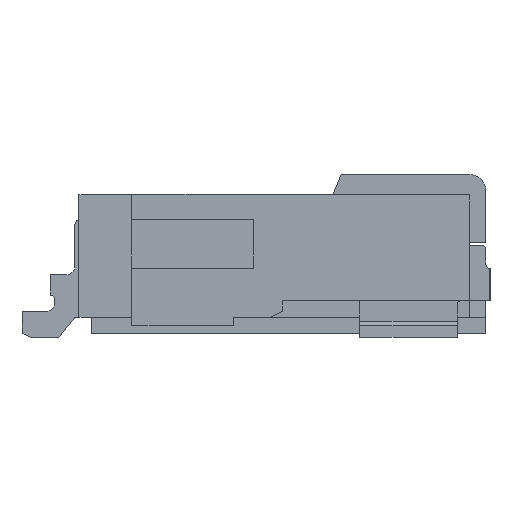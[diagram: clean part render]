
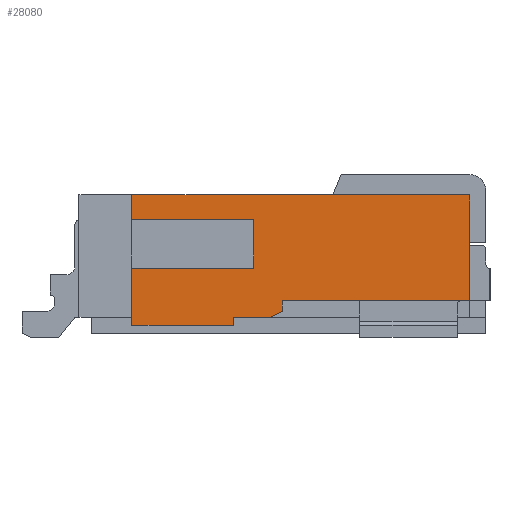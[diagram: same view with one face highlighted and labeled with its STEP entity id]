
A CAD part, left-side view. The second image highlights one B-rep face of the part: STEP entity #28080.
In plain terms, the highlighted planar face has unit normal (-1, 0, 0).
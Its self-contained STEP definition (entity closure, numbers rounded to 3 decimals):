
#280=CARTESIAN_POINT('',(-12.15,0.,0.32));
#290=VERTEX_POINT('',#280);
#320=CARTESIAN_POINT('',(-12.15,0.,
0.475));
#330=DIRECTION('',(0.,0.,-1.));
#340=VECTOR('',#330,1.);
#350=LINE('',#320,#340);
#360=CARTESIAN_POINT('',(-12.15,0.,0.45));
#370=VERTEX_POINT('',#360);
#380=EDGE_CURVE('',#370,#290,#350,.T.);
#11520=CARTESIAN_POINT('',(-12.15,-2.3,0.45));
#11530=VERTEX_POINT('',#11520);
#11560=CARTESIAN_POINT('',(-12.15,-2.3,
0.609));
#11570=DIRECTION('',(0.,0.,1.));
#11580=VECTOR('',#11570,1.);
#11590=LINE('',#11560,#11580);
#11600=CARTESIAN_POINT('',(-12.15,-2.3,1.75));
#11610=VERTEX_POINT('',#11600);
#11620=EDGE_CURVE('',#11530,#11610,#11590,.T.);
#12100=CARTESIAN_POINT('',(-12.15,0.548,0.45));
#12110=DIRECTION('',(0.,-1.,0.));
#12120=VECTOR('',#12110,1.);
#12130=LINE('',#12100,#12120);
#12140=EDGE_CURVE('',#370,#11530,#12130,.T.);
#23470=CARTESIAN_POINT('',(-12.15,1.85,
0.475));
#23480=DIRECTION('',(0.,0.,-1.));
#23490=VECTOR('',#23480,1.);
#23500=LINE('',#23470,#23490);
#23510=CARTESIAN_POINT('',(-12.15,1.85,1.75));
#23520=VERTEX_POINT('',#23510);
#23530=CARTESIAN_POINT('',(-12.15,1.85,1.45));
#23540=VERTEX_POINT('',#23530);
#23550=EDGE_CURVE('',#23520,#23540,#23500,.T.);
#23770=CARTESIAN_POINT('',(-12.15,1.85,
0.85));
#23780=VERTEX_POINT('',#23770);
#23810=CARTESIAN_POINT('',(-12.15,1.85,0.25));
#23820=DIRECTION('',(0.,0.,-1.));
#23830=VECTOR('',#23820,1.);
#23840=LINE('',#23810,#23830);
#23850=CARTESIAN_POINT('',(-12.15,1.85,0.15));
#23860=VERTEX_POINT('',#23850);
#23870=EDGE_CURVE('',#23780,#23860,#23840,.T.);
#27380=CARTESIAN_POINT('',(-12.15,1.85,0.25));
#27390=DIRECTION('',(-1.,0.,0.));
#27400=DIRECTION('',(0.,-1.,0.));
#27410=AXIS2_PLACEMENT_3D('',#27380,#27390,#27400);
#27420=PLANE('',#27410);
#27430=ORIENTED_EDGE('',*,*,#11620,.T.);
#27440=ORIENTED_EDGE('',*,*,#12140,.T.);
#27450=ORIENTED_EDGE('',*,*,#380,.F.);
#27460=CARTESIAN_POINT('',(-12.15,0.548,
0.064));
#27470=DIRECTION('',(0.,-0.906,0.423));
#27480=VECTOR('',#27470,1.);
#27490=LINE('',#27460,#27480);
#27500=CARTESIAN_POINT('',(-12.15,0.15,0.25));
#27510=VERTEX_POINT('',#27500);
#27520=EDGE_CURVE('',#27510,#290,#27490,.T.);
#27530=ORIENTED_EDGE('',*,*,#27520,.T.);
#27540=CARTESIAN_POINT('',(-12.15,0.548,0.25));
#27550=DIRECTION('',(0.,1.,0.));
#27560=VECTOR('',#27550,1.);
#27570=LINE('',#27540,#27560);
#27580=CARTESIAN_POINT('',(-12.15,0.6,0.25));
#27590=VERTEX_POINT('',#27580);
#27600=EDGE_CURVE('',#27510,#27590,#27570,.T.);
#27610=ORIENTED_EDGE('',*,*,#27600,.F.);
#27620=CARTESIAN_POINT('',(-12.15,0.6,0.25));
#27630=DIRECTION('',(0.,0.,-1.));
#27640=VECTOR('',#27630,1.);
#27650=LINE('',#27620,#27640);
#27660=CARTESIAN_POINT('',(-12.15,0.6,0.15));
#27670=VERTEX_POINT('',#27660);
#27680=EDGE_CURVE('',#27590,#27670,#27650,.T.);
#27690=ORIENTED_EDGE('',*,*,#27680,.F.);
#27700=CARTESIAN_POINT('',(-12.15,1.85,0.15));
#27710=DIRECTION('',(0.,-1.,0.));
#27720=VECTOR('',#27710,1.);
#27730=LINE('',#27700,#27720);
#27740=EDGE_CURVE('',#23860,#27670,#27730,.T.);
#27750=ORIENTED_EDGE('',*,*,#27740,.T.);
#27760=ORIENTED_EDGE('',*,*,#23870,.T.);
#27770=CARTESIAN_POINT('',(-12.15,0.548,
0.85));
#27780=DIRECTION('',(0.,-1.,0.));
#27790=VECTOR('',#27780,1.);
#27800=LINE('',#27770,#27790);
#27810=CARTESIAN_POINT('',(-12.15,0.35,
0.85));
#27820=VERTEX_POINT('',#27810);
#27830=EDGE_CURVE('',#23780,#27820,#27800,.T.);
#27840=ORIENTED_EDGE('',*,*,#27830,.F.);
#27850=CARTESIAN_POINT('',(-12.15,0.35,
0.475));
#27860=DIRECTION('',(0.,0.,1.));
#27870=VECTOR('',#27860,1.);
#27880=LINE('',#27850,#27870);
#27890=CARTESIAN_POINT('',(-12.15,0.35,1.45));
#27900=VERTEX_POINT('',#27890);
#27910=EDGE_CURVE('',#27820,#27900,#27880,.T.);
#27920=ORIENTED_EDGE('',*,*,#27910,.F.);
#27930=CARTESIAN_POINT('',(-12.15,0.548,1.45));
#27940=DIRECTION('',(0.,1.,0.));
#27950=VECTOR('',#27940,1.);
#27960=LINE('',#27930,#27950);
#27970=EDGE_CURVE('',#27900,#23540,#27960,.T.);
#27980=ORIENTED_EDGE('',*,*,#27970,.F.);
#27990=ORIENTED_EDGE('',*,*,#23550,.T.);
#28000=CARTESIAN_POINT('',(-12.15,2.033,1.75));
#28010=DIRECTION('',(0.,-1.,0.));
#28020=VECTOR('',#28010,1.);
#28030=LINE('',#28000,#28020);
#28040=EDGE_CURVE('',#23520,#11610,#28030,.T.);
#28050=ORIENTED_EDGE('',*,*,#28040,.F.);
#28060=EDGE_LOOP('',(#28050,#27990,#27980,#27920,#27840,#27760,#27750,
#27690,#27610,#27530,#27450,#27440,#27430));
#28070=FACE_OUTER_BOUND('',#28060,.T.);
#28080=ADVANCED_FACE('',(#28070),#27420,.T.);
